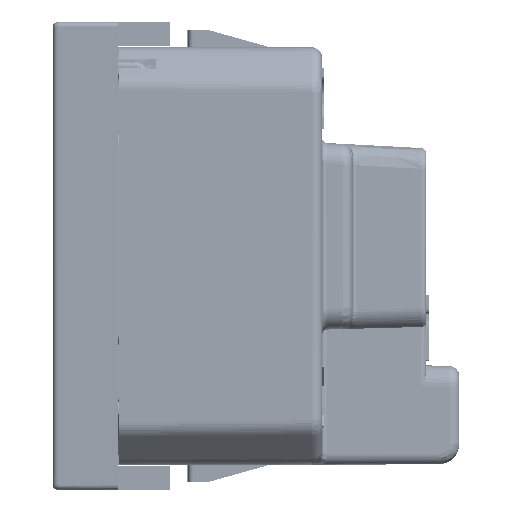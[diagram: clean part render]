
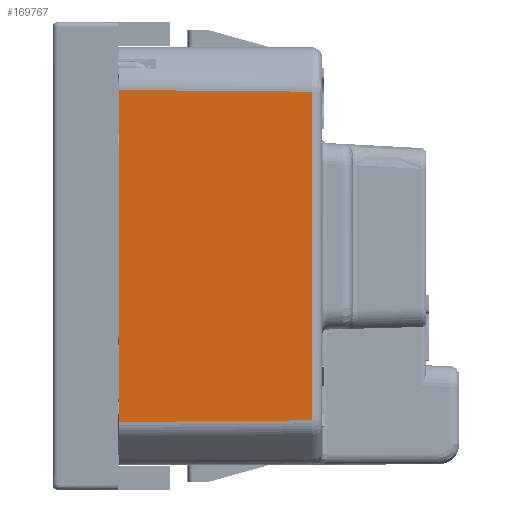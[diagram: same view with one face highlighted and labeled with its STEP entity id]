
A CAD part, left-side view. The second image highlights one B-rep face of the part: STEP entity #169767.
In plain terms, the highlighted face is planar.
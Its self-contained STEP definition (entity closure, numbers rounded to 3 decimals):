
#7702 = ORIENTED_EDGE ( 'NONE', *, *, #81116, .F. ) ;
#13406 = CARTESIAN_POINT ( 'NONE',  ( 33.026, -15.798, 27.697 ) ) ;
#14674 = EDGE_CURVE ( 'NONE', #146187, #39890, #123521, .T. ) ;
#19712 = CARTESIAN_POINT ( 'NONE',  ( 33.026, 15.798, 27.697 ) ) ;
#21728 = CARTESIAN_POINT ( 'NONE',  ( 33.075, 0., 41.7 ) ) ;
#39890 = VERTEX_POINT ( 'NONE', #19712 ) ;
#40551 = DIRECTION ( 'NONE',  ( 0.003, 0.009, 1. ) ) ;
#40643 = DIRECTION ( 'NONE',  ( 1., 0., -0.003 ) ) ;
#42390 = DIRECTION ( 'NONE',  ( 0., 1., 0. ) ) ;
#43269 = LINE ( 'NONE', #200316, #229168 ) ;
#54775 = DIRECTION ( 'NONE',  ( -0.003, 0.009, -1. ) ) ;
#57000 = ORIENTED_EDGE ( 'NONE', *, *, #219575, .T. ) ;
#78630 = CARTESIAN_POINT ( 'NONE',  ( 33.026, 0., 27.697 ) ) ;
#81116 = EDGE_CURVE ( 'NONE', #153869, #93128, #147914, .T. ) ;
#84968 = AXIS2_PLACEMENT_3D ( 'NONE', #21728, #40643, #183858 ) ;
#93128 = VERTEX_POINT ( 'NONE', #218317 ) ;
#108337 = PLANE ( 'NONE',  #84968 ) ;
#111389 = VECTOR ( 'NONE', #42390, 1000. ) ;
#122376 = ORIENTED_EDGE ( 'NONE', *, *, #224649, .T. ) ;
#123521 = LINE ( 'NONE', #78630, #188358 ) ;
#130361 = CARTESIAN_POINT ( 'NONE',  ( 33.091, -15.961, 46.2 ) ) ;
#146187 = VERTEX_POINT ( 'NONE', #13406 ) ;
#147914 = LINE ( 'NONE', #150164, #111389 ) ;
#150164 = CARTESIAN_POINT ( 'NONE',  ( 33.091, 0., 46.2 ) ) ;
#153869 = VERTEX_POINT ( 'NONE', #199466 ) ;
#164976 = EDGE_LOOP ( 'NONE', ( #7702, #122376, #169109, #57000 ) ) ;
#166088 = FACE_OUTER_BOUND ( 'NONE', #164976, .T. ) ;
#169109 = ORIENTED_EDGE ( 'NONE', *, *, #14674, .T. ) ;
#169767 = ADVANCED_FACE ( 'NONE', ( #166088 ), #108337, .T. ) ;
#183858 = DIRECTION ( 'NONE',  ( -0.003, 0., -1. ) ) ;
#188358 = VECTOR ( 'NONE', #204681, 1000. ) ;
#193050 = VECTOR ( 'NONE', #54775, 1000. ) ;
#199466 = CARTESIAN_POINT ( 'NONE',  ( 33.091, -15.961, 46.2 ) ) ;
#200316 = CARTESIAN_POINT ( 'NONE',  ( 33.026, 15.798, 27.697 ) ) ;
#204681 = DIRECTION ( 'NONE',  ( 0., 1., 0. ) ) ;
#218317 = CARTESIAN_POINT ( 'NONE',  ( 33.091, 15.961, 46.2 ) ) ;
#219575 = EDGE_CURVE ( 'NONE', #39890, #93128, #43269, .T. ) ;
#224649 = EDGE_CURVE ( 'NONE', #153869, #146187, #226942, .T. ) ;
#226942 = LINE ( 'NONE', #130361, #193050 ) ;
#229168 = VECTOR ( 'NONE', #40551, 1000. ) ;
